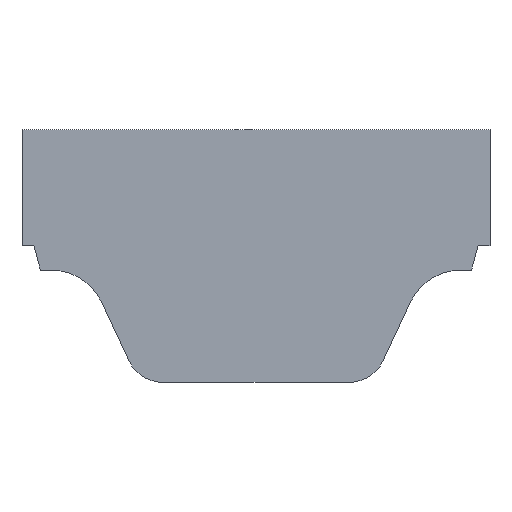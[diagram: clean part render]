
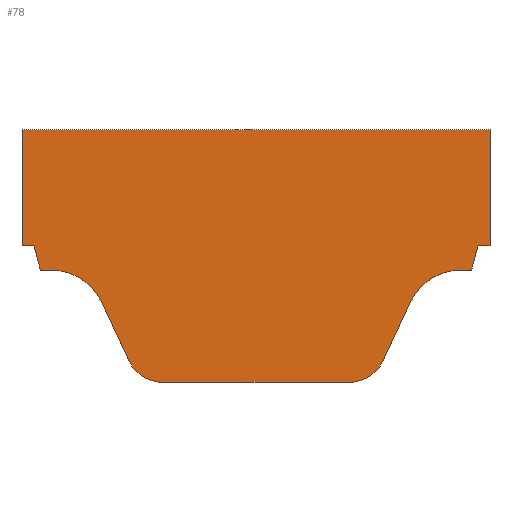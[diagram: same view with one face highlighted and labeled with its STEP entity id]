
A CAD part, front view. The second image highlights one B-rep face of the part: STEP entity #78.
In plain terms, the highlighted planar face has unit normal (0, -1, 0).
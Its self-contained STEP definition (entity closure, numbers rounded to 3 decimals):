
#78=ADVANCED_FACE('',(#151),#152,.T.);
#151=FACE_OUTER_BOUND('',#216,.T.);
#152=PLANE('',#217);
#216=EDGE_LOOP('',(#360,#361,#362,#363,#364,#365,#366,#367,#368,#369,#370,#371,#372,#373,#374,#375,#376));
#217=AXIS2_PLACEMENT_3D('',#377,#378,#379);
#360=ORIENTED_EDGE('',*,*,#403,.F.);
#361=ORIENTED_EDGE('',*,*,#468,.F.);
#362=ORIENTED_EDGE('',*,*,#464,.F.);
#363=ORIENTED_EDGE('',*,*,#460,.F.);
#364=ORIENTED_EDGE('',*,*,#456,.F.);
#365=ORIENTED_EDGE('',*,*,#452,.F.);
#366=ORIENTED_EDGE('',*,*,#448,.F.);
#367=ORIENTED_EDGE('',*,*,#444,.F.);
#368=ORIENTED_EDGE('',*,*,#440,.F.);
#369=ORIENTED_EDGE('',*,*,#436,.F.);
#370=ORIENTED_EDGE('',*,*,#432,.F.);
#371=ORIENTED_EDGE('',*,*,#428,.F.);
#372=ORIENTED_EDGE('',*,*,#424,.F.);
#373=ORIENTED_EDGE('',*,*,#420,.F.);
#374=ORIENTED_EDGE('',*,*,#416,.F.);
#375=ORIENTED_EDGE('',*,*,#412,.F.);
#376=ORIENTED_EDGE('',*,*,#408,.F.);
#377=CARTESIAN_POINT('',(0.,-8.0,-0.222));
#378=DIRECTION('',(0.0,-1.0,0.0));
#379=DIRECTION('',(1.0,0.0,0.0));
#403=EDGE_CURVE('',#474,#475,#476,.T.);
#408=EDGE_CURVE('',#475,#483,#484,.T.);
#412=EDGE_CURVE('',#483,#489,#490,.T.);
#416=EDGE_CURVE('',#489,#495,#496,.T.);
#420=EDGE_CURVE('',#495,#501,#502,.T.);
#424=EDGE_CURVE('',#501,#507,#508,.T.);
#428=EDGE_CURVE('',#507,#513,#514,.T.);
#432=EDGE_CURVE('',#513,#519,#520,.T.);
#436=EDGE_CURVE('',#519,#525,#526,.T.);
#440=EDGE_CURVE('',#525,#531,#532,.T.);
#444=EDGE_CURVE('',#531,#537,#538,.T.);
#448=EDGE_CURVE('',#537,#543,#544,.T.);
#452=EDGE_CURVE('',#543,#549,#550,.T.);
#456=EDGE_CURVE('',#549,#555,#556,.T.);
#460=EDGE_CURVE('',#555,#561,#562,.T.);
#464=EDGE_CURVE('',#561,#567,#568,.T.);
#468=EDGE_CURVE('',#567,#474,#573,.T.);
#474=VERTEX_POINT('',#579);
#475=VERTEX_POINT('',#580);
#476=CIRCLE('',#581,0.4);
#483=VERTEX_POINT('',#590);
#484=LINE('',#591,#592);
#489=VERTEX_POINT('',#599);
#490=CIRCLE('',#600,0.6);
#495=VERTEX_POINT('',#606);
#496=LINE('',#607,#608);
#501=VERTEX_POINT('',#615);
#502=LINE('',#616,#617);
#507=VERTEX_POINT('',#624);
#508=LINE('',#625,#626);
#513=VERTEX_POINT('',#633);
#514=LINE('',#634,#635);
#519=VERTEX_POINT('',#642);
#520=LINE('',#643,#644);
#525=VERTEX_POINT('',#651);
#526=LINE('',#652,#653);
#531=VERTEX_POINT('',#660);
#532=LINE('',#661,#662);
#537=VERTEX_POINT('',#669);
#538=LINE('',#670,#671);
#543=VERTEX_POINT('',#678);
#544=LINE('',#679,#680);
#549=VERTEX_POINT('',#687);
#550=CIRCLE('',#688,0.6);
#555=VERTEX_POINT('',#694);
#556=LINE('',#695,#696);
#561=VERTEX_POINT('',#703);
#562=CIRCLE('',#704,0.4);
#567=VERTEX_POINT('',#710);
#568=LINE('',#711,#712);
#573=LINE('',#719,#720);
#579=CARTESIAN_POINT('',(-0.995,-8.0,-1.8));
#580=CARTESIAN_POINT('',(-1.358,-8.0,-1.569));
#581=AXIS2_PLACEMENT_3D('',#726,#727,#728);
#590=CARTESIAN_POINT('',(-1.648,-8.0,-0.946));
#591=CARTESIAN_POINT('',(-1.358,-8.0,-1.569));
#592=VECTOR('',#734,1.0);
#599=CARTESIAN_POINT('',(-2.192,-8.0,-0.6));
#600=AXIS2_PLACEMENT_3D('',#737,#738,#739);
#606=CARTESIAN_POINT('',(-2.304,-8.0,-0.6));
#607=CARTESIAN_POINT('',(-2.192,-8.0,-0.6));
#608=VECTOR('',#744,1.0);
#615=CARTESIAN_POINT('',(-2.373,-8.0,-0.34));
#616=CARTESIAN_POINT('',(-2.304,-8.0,-0.6));
#617=VECTOR('',#747,1.0);
#624=CARTESIAN_POINT('',(-2.5,-8.0,-0.34));
#625=CARTESIAN_POINT('',(-2.373,-8.0,-0.34));
#626=VECTOR('',#750,1.0);
#633=CARTESIAN_POINT('',(-2.5,-8.0,0.9));
#634=CARTESIAN_POINT('',(-2.5,-8.0,-0.34));
#635=VECTOR('',#753,1.0);
#642=CARTESIAN_POINT('',(2.5,-8.0,0.9));
#643=CARTESIAN_POINT('',(-2.5,-8.0,0.9));
#644=VECTOR('',#756,1.0);
#651=CARTESIAN_POINT('',(2.5,-8.0,-0.34));
#652=CARTESIAN_POINT('',(2.5,-8.0,0.9));
#653=VECTOR('',#759,1.0);
#660=CARTESIAN_POINT('',(2.373,-8.0,-0.34));
#661=CARTESIAN_POINT('',(2.5,-8.0,-0.34));
#662=VECTOR('',#762,1.0);
#669=CARTESIAN_POINT('',(2.304,-8.0,-0.6));
#670=CARTESIAN_POINT('',(2.373,-8.0,-0.34));
#671=VECTOR('',#765,1.0);
#678=CARTESIAN_POINT('',(2.192,-8.0,-0.6));
#679=CARTESIAN_POINT('',(2.304,-8.0,-0.6));
#680=VECTOR('',#768,1.0);
#687=CARTESIAN_POINT('',(1.648,-8.0,-0.946));
#688=AXIS2_PLACEMENT_3D('',#771,#772,#773);
#694=CARTESIAN_POINT('',(1.358,-8.0,-1.569));
#695=CARTESIAN_POINT('',(1.648,-8.0,-0.946));
#696=VECTOR('',#778,1.0);
#703=CARTESIAN_POINT('',(0.995,-8.0,-1.8));
#704=AXIS2_PLACEMENT_3D('',#781,#782,#783);
#710=CARTESIAN_POINT('',(0.0,-8.0,-1.8));
#711=CARTESIAN_POINT('',(0.995,-8.0,-1.8));
#712=VECTOR('',#788,1.0);
#719=CARTESIAN_POINT('',(0.0,-8.0,-1.8));
#720=VECTOR('',#791,1.0);
#726=CARTESIAN_POINT('',(-0.995,-8.0,-1.4));
#727=DIRECTION('',(0.0,1.0,-0.0));
#728=DIRECTION('',(-0.906,-0.0,-0.423));
#734=DIRECTION('',(-0.423,0.0,0.906));
#737=CARTESIAN_POINT('',(-2.192,-8.0,-1.2));
#738=DIRECTION('',(0.0,-1.0,0.0));
#739=DIRECTION('',(0.906,0.0,0.423));
#744=DIRECTION('',(-1.0,0.0,0.0));
#747=DIRECTION('',(-0.259,0.0,0.966));
#750=DIRECTION('',(-1.0,0.0,0.0));
#753=DIRECTION('',(0.0,0.0,1.0));
#756=DIRECTION('',(1.0,0.0,0.0));
#759=DIRECTION('',(0.0,0.0,-1.0));
#762=DIRECTION('',(-1.0,0.0,0.0));
#765=DIRECTION('',(-0.259,-0.0,-0.966));
#768=DIRECTION('',(-1.0,0.0,0.0));
#771=CARTESIAN_POINT('',(2.192,-8.0,-1.2));
#772=DIRECTION('',(0.0,-1.0,0.0));
#773=DIRECTION('',(0.,0.0,1.0));
#778=DIRECTION('',(-0.423,-0.0,-0.906));
#781=CARTESIAN_POINT('',(0.995,-8.0,-1.4));
#782=DIRECTION('',(-0.0,1.0,0.0));
#783=DIRECTION('',(0.0,0.0,-1.0));
#788=DIRECTION('',(-1.,-0.0,0.));
#791=DIRECTION('',(-1.0,0.0,0.0));
